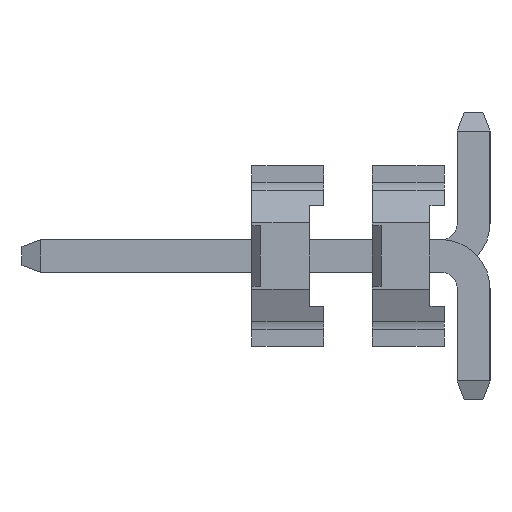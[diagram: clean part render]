
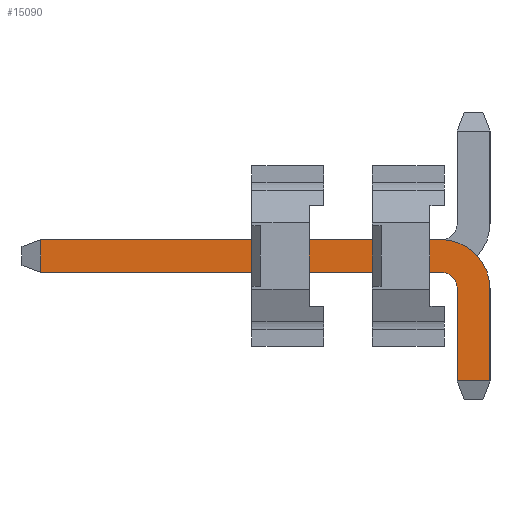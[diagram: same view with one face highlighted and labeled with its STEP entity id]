
A CAD part, left-side view. The second image highlights one B-rep face of the part: STEP entity #15090.
In plain terms, the highlighted planar face has unit normal (-1, 0, 0).
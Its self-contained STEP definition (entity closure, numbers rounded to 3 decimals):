
#14844=CARTESIAN_POINT('',(-0.57,14.05,-0.57));
#14845=VERTEX_POINT('',#14844);
#14868=CARTESIAN_POINT('',(-0.57,14.05,0.57));
#14869=VERTEX_POINT('',#14868);
#14870=CARTESIAN_POINT('',(-0.57,14.05,-0.57));
#14871=DIRECTION('',(0.,0.,1.));
#14872=VECTOR('',#14871,1.14);
#14873=LINE('',#14870,#14872);
#14874=EDGE_CURVE('',#14845,#14869,#14873,.T.);
#14915=CARTESIAN_POINT('',(-0.57,0.12,0.57));
#14916=VERTEX_POINT('',#14915);
#14917=CARTESIAN_POINT('',(-0.57,14.05,0.57));
#14918=DIRECTION('',(0.,-1.,0.));
#14919=VECTOR('',#14918,13.93);
#14920=LINE('',#14917,#14919);
#14921=EDGE_CURVE('',#14869,#14916,#14920,.T.);
#15022=CARTESIAN_POINT('',(-0.57,0.12,-0.57));
#15023=VERTEX_POINT('',#15022);
#15030=CARTESIAN_POINT('',(-0.57,0.12,-0.57));
#15031=DIRECTION('',(0.,1.,0.));
#15032=VECTOR('',#15031,13.93);
#15033=LINE('',#15030,#15032);
#15034=EDGE_CURVE('',#15023,#14845,#15033,.T.);
#15040=CARTESIAN_POINT('',(-0.57,14.7,0.57));
#15041=DIRECTION('',(0.,0.,-1.));
#15042=DIRECTION('',(-1.,-0.,-0.));
#15043=AXIS2_PLACEMENT_3D('',#15040,#15042,#15041);
#15044=PLANE('',#15043);
#15045=ORIENTED_EDGE('',*,*,#15034,.F.);
#15046=CARTESIAN_POINT('',(-0.57,-0.45,-1.14));
#15047=VERTEX_POINT('',#15046);
#15048=CARTESIAN_POINT('',(-0.57,0.12,-1.14));
#15049=DIRECTION('',(0.,0.,1.));
#15050=DIRECTION('',(1.,0.,0.));
#15051=AXIS2_PLACEMENT_3D('',#15048,#15050,#15049);
#15052=CIRCLE('',#15051,0.57);
#15053=EDGE_CURVE('',#15023,#15047,#15052,.T.);
#15054=ORIENTED_EDGE('',*,*,#15053,.T.);
#15055=CARTESIAN_POINT('',(-0.57,-0.45,-4.35));
#15056=VERTEX_POINT('',#15055);
#15057=CARTESIAN_POINT('',(-0.57,-0.45,-1.14));
#15058=DIRECTION('',(0.,0.,-1.));
#15059=VECTOR('',#15058,3.21);
#15060=LINE('',#15057,#15059);
#15061=EDGE_CURVE('',#15047,#15056,#15060,.T.);
#15062=ORIENTED_EDGE('',*,*,#15061,.T.);
#15063=CARTESIAN_POINT('',(-0.57,-1.59,-4.35));
#15064=VERTEX_POINT('',#15063);
#15065=CARTESIAN_POINT('',(-0.57,-0.45,-4.35));
#15066=DIRECTION('',(0.,-1.,0.));
#15067=VECTOR('',#15066,1.14);
#15068=LINE('',#15065,#15067);
#15069=EDGE_CURVE('',#15056,#15064,#15068,.T.);
#15070=ORIENTED_EDGE('',*,*,#15069,.T.);
#15071=CARTESIAN_POINT('',(-0.57,-1.59,-1.14));
#15072=VERTEX_POINT('',#15071);
#15073=CARTESIAN_POINT('',(-0.57,-1.59,-4.35));
#15074=DIRECTION('',(0.,0.,1.));
#15075=VECTOR('',#15074,3.21);
#15076=LINE('',#15073,#15075);
#15077=EDGE_CURVE('',#15064,#15072,#15076,.T.);
#15078=ORIENTED_EDGE('',*,*,#15077,.T.);
#15079=CARTESIAN_POINT('',(-0.57,0.12,-1.14));
#15080=DIRECTION('',(0.,-1.,0.));
#15081=DIRECTION('',(-1.,0.,0.));
#15082=AXIS2_PLACEMENT_3D('',#15079,#15081,#15080);
#15083=CIRCLE('',#15082,1.71);
#15084=EDGE_CURVE('',#15072,#14916,#15083,.T.);
#15085=ORIENTED_EDGE('',*,*,#15084,.T.);
#15086=ORIENTED_EDGE('',*,*,#14921,.F.);
#15087=ORIENTED_EDGE('',*,*,#14874,.F.);
#15088=EDGE_LOOP('',(#15045,#15054,#15062,#15070,#15078,#15085,#15086,#15087));
#15089=FACE_OUTER_BOUND('',#15088,.T.);
#15090=ADVANCED_FACE('',(#15089),#15044,.T.);
